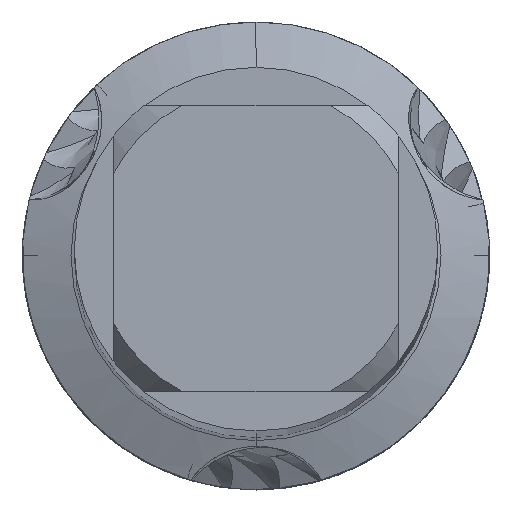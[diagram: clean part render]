
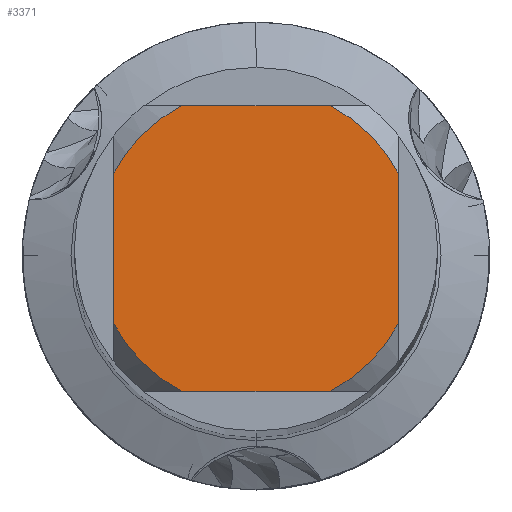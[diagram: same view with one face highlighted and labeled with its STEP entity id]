
A CAD part, top view. The second image highlights one B-rep face of the part: STEP entity #3371.
In plain terms, the highlighted planar face has unit normal (0, 0, 1).
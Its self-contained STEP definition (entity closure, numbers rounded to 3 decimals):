
#1625=EDGE_CURVE('',#2879,#3629,#4403,.T.);
#1699=VERTEX_POINT('',#4482);
#2023=EDGE_CURVE('',#2487,#2771,#4839,.T.);
#2167=EDGE_CURVE('',#1699,#3169,#4993,.T.);
#2487=VERTEX_POINT('',#5336);
#2771=VERTEX_POINT('',#5644);
#2879=VERTEX_POINT('',#5760);
#2883=EDGE_CURVE('',#2487,#3179,#5764,.T.);
#2953=EDGE_CURVE('',#3007,#3179,#5840,.T.);
#3007=VERTEX_POINT('',#5903);
#3169=VERTEX_POINT('',#6082);
#3179=VERTEX_POINT('',#6094);
#3371=ADVANCED_FACE('',(#6299),#6300,.T.);
#3489=EDGE_CURVE('',#1699,#2771,#6431,.T.);
#3629=VERTEX_POINT('',#6587);
#3973=EDGE_CURVE('',#2879,#3169,#6961,.T.);
#3995=EDGE_CURVE('',#3007,#3629,#6983,.T.);
#4403=LINE('',#7912,#7913);
#4482=CARTESIAN_POINT('',(-1.431,-2.75,0.0));
#4839=LINE('',#9005,#9006);
#4993=LINE('',#9369,#9370);
#5336=CARTESIAN_POINT('',(-2.75,1.431,0.0));
#5644=CARTESIAN_POINT('',(-2.75,-1.431,0.0));
#5760=CARTESIAN_POINT('',(2.75,-1.431,0.0));
#5764=CIRCLE('',#11544,3.1);
#5840=LINE('',#11717,#11718);
#5903=CARTESIAN_POINT('',(1.431,2.75,0.0));
#6082=CARTESIAN_POINT('',(1.431,-2.75,0.0));
#6094=CARTESIAN_POINT('',(-1.431,2.75,0.0));
#6299=FACE_OUTER_BOUND('',#12967,.T.);
#6300=PLANE('',#12968);
#6431=CIRCLE('',#13231,3.1);
#6587=CARTESIAN_POINT('',(2.75,1.431,0.0));
#6961=CIRCLE('',#14980,3.1);
#6983=CIRCLE('',#15029,3.1);
#7912=CARTESIAN_POINT('',(2.75,0.775,0.0));
#7913=VECTOR('',#15703,1.0);
#9005=CARTESIAN_POINT('',(-2.75,0.775,0.0));
#9006=VECTOR('',#16255,1.0);
#9369=CARTESIAN_POINT('',(0.0,-2.75,0.0));
#9370=VECTOR('',#16397,1.0);
#11544=AXIS2_PLACEMENT_3D('',#17095,#17096,#17097);
#11717=CARTESIAN_POINT('',(0.0,2.75,0.0));
#11718=VECTOR('',#17181,1.0);
#12967=EDGE_LOOP('',(#17754,#17755,#17756,#17757,#17758,#17759,#17760,#17761));
#12968=AXIS2_PLACEMENT_3D('',#17762,#17763,#17764);
#13231=AXIS2_PLACEMENT_3D('',#17916,#17917,#17918);
#14980=AXIS2_PLACEMENT_3D('',#18453,#18454,#18455);
#15029=AXIS2_PLACEMENT_3D('',#18468,#18469,#18470);
#15703=DIRECTION('',(-0.0,1.0,0.0));
#16255=DIRECTION('',(-0.0,-1.0,0.0));
#16397=DIRECTION('',(1.0,0.0,0.0));
#17095=CARTESIAN_POINT('',(0.0,0.0,0.0));
#17096=DIRECTION('',(0.0,0.0,-1.0));
#17097=DIRECTION('',(0.0,1.0,0.0));
#17181=DIRECTION('',(-1.0,0.0,0.0));
#17754=ORIENTED_EDGE('',*,*,#2023,.T.);
#17755=ORIENTED_EDGE('',*,*,#3489,.F.);
#17756=ORIENTED_EDGE('',*,*,#2167,.T.);
#17757=ORIENTED_EDGE('',*,*,#3973,.F.);
#17758=ORIENTED_EDGE('',*,*,#1625,.T.);
#17759=ORIENTED_EDGE('',*,*,#3995,.F.);
#17760=ORIENTED_EDGE('',*,*,#2953,.T.);
#17761=ORIENTED_EDGE('',*,*,#2883,.F.);
#17762=CARTESIAN_POINT('',(0.0,1.55,0.0));
#17763=DIRECTION('',(-0.0,0.0,1.0));
#17764=DIRECTION('',(0.0,-1.0,0.0));
#17916=CARTESIAN_POINT('',(0.0,0.0,0.0));
#17917=DIRECTION('',(0.0,0.0,-1.0));
#17918=DIRECTION('',(0.0,1.0,0.0));
#18453=CARTESIAN_POINT('',(0.0,0.0,0.0));
#18454=DIRECTION('',(0.0,0.0,-1.0));
#18455=DIRECTION('',(0.0,1.0,0.0));
#18468=CARTESIAN_POINT('',(0.0,0.0,0.0));
#18469=DIRECTION('',(0.0,0.0,-1.0));
#18470=DIRECTION('',(0.0,1.0,0.0));
